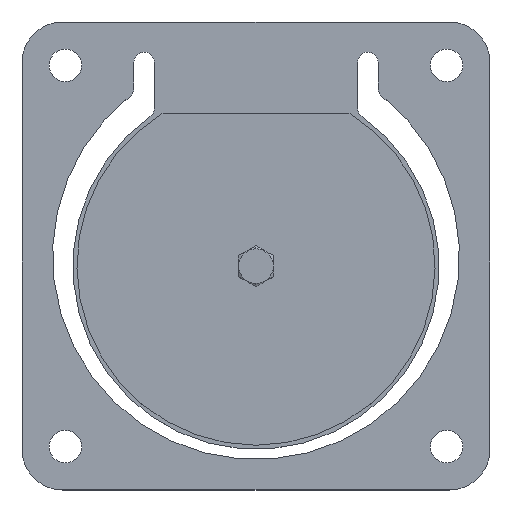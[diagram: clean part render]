
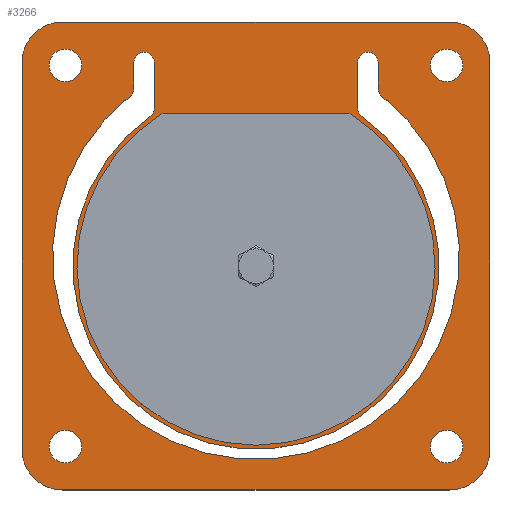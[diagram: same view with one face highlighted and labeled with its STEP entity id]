
A CAD part, top view. The second image highlights one B-rep face of the part: STEP entity #3266.
In plain terms, the highlighted planar face has unit normal (0, 0, 1).
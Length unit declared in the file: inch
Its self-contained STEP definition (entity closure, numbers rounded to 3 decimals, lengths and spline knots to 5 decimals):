
#245=FACE_BOUND('',#564,.T.);
#246=FACE_BOUND('',#565,.T.);
#247=FACE_BOUND('',#566,.T.);
#248=FACE_BOUND('',#567,.T.);
#249=FACE_BOUND('',#568,.T.);
#250=FACE_BOUND('',#569,.T.);
#273=PLANE('',#3617);
#327=FACE_OUTER_BOUND('',#563,.T.);
#563=EDGE_LOOP('',(#2286,#2287,#2288,#2289,#2290,#2291,#2292,#2293));
#564=EDGE_LOOP('',(#2294,#2295,#2296,#2297,#2298,#2299,#2300,#2301,#2302,
#2303,#2304,#2305));
#565=EDGE_LOOP('',(#2306));
#566=EDGE_LOOP('',(#2307));
#567=EDGE_LOOP('',(#2308));
#568=EDGE_LOOP('',(#2309));
#569=EDGE_LOOP('',(#2310));
#793=LINE('',#5110,#1015);
#798=LINE('',#5123,#1020);
#802=LINE('',#5135,#1024);
#804=LINE('',#5146,#1026);
#805=LINE('',#5162,#1027);
#809=LINE('',#5171,#1031);
#812=LINE('',#5179,#1034);
#815=LINE('',#5187,#1037);
#1015=VECTOR('',#4039,0.3937);
#1020=VECTOR('',#4054,0.3937);
#1024=VECTOR('',#4068,0.3937);
#1026=VECTOR('',#4084,0.3937);
#1027=VECTOR('',#4103,0.3937);
#1031=VECTOR('',#4113,0.3937);
#1034=VECTOR('',#4122,0.3937);
#1037=VECTOR('',#4131,0.3937);
#1226=CIRCLE('',#3559,0.125);
#1228=CIRCLE('',#3562,2.5);
#1244=CIRCLE('',#3581,0.125);
#1245=CIRCLE('',#3583,0.125);
#1246=CIRCLE('',#3586,0.125);
#1247=CIRCLE('',#3588,2.25);
#1248=CIRCLE('',#3591,0.125);
#1249=CIRCLE('',#3593,0.125);
#1250=CIRCLE('',#3595,0.125);
#1251=CIRCLE('',#3598,0.2);
#1252=CIRCLE('',#3600,0.2);
#1253=CIRCLE('',#3602,0.2);
#1254=CIRCLE('',#3604,0.2);
#1255=CIRCLE('',#3607,0.5);
#1256=CIRCLE('',#3610,0.5);
#1257=CIRCLE('',#3613,0.5);
#1258=CIRCLE('',#3616,0.5);
#1404=VERTEX_POINT('',#5049);
#1405=VERTEX_POINT('',#5051);
#1407=VERTEX_POINT('',#5057);
#1430=VERTEX_POINT('',#5107);
#1431=VERTEX_POINT('',#5109);
#1432=VERTEX_POINT('',#5113);
#1433=VERTEX_POINT('',#5117);
#1434=VERTEX_POINT('',#5118);
#1435=VERTEX_POINT('',#5125);
#1436=VERTEX_POINT('',#5126);
#1437=VERTEX_POINT('',#5133);
#1438=VERTEX_POINT('',#5137);
#1439=VERTEX_POINT('',#5143);
#1440=VERTEX_POINT('',#5148);
#1441=VERTEX_POINT('',#5151);
#1442=VERTEX_POINT('',#5154);
#1443=VERTEX_POINT('',#5157);
#1444=VERTEX_POINT('',#5160);
#1445=VERTEX_POINT('',#5161);
#1446=VERTEX_POINT('',#5166);
#1447=VERTEX_POINT('',#5170);
#1448=VERTEX_POINT('',#5174);
#1449=VERTEX_POINT('',#5178);
#1450=VERTEX_POINT('',#5182);
#1451=VERTEX_POINT('',#5186);
#1688=EDGE_CURVE('',#1404,#1405,#1226,.T.);
#1692=EDGE_CURVE('',#1404,#1407,#1228,.T.);
#1717=EDGE_CURVE('',#1431,#1430,#793,.T.);
#1719=EDGE_CURVE('',#1432,#1430,#1244,.T.);
#1721=EDGE_CURVE('',#1433,#1434,#1245,.T.);
#1724=EDGE_CURVE('',#1432,#1434,#798,.T.);
#1725=EDGE_CURVE('',#1435,#1436,#1246,.T.);
#1728=EDGE_CURVE('',#1433,#1436,#1247,.T.);
#1730=EDGE_CURVE('',#1435,#1437,#802,.T.);
#1731=EDGE_CURVE('',#1438,#1437,#1248,.T.);
#1733=EDGE_CURVE('',#1431,#1407,#1249,.T.);
#1734=EDGE_CURVE('',#1439,#1439,#1250,.T.);
#1735=EDGE_CURVE('',#1438,#1405,#804,.T.);
#1736=EDGE_CURVE('',#1440,#1440,#1251,.T.);
#1737=EDGE_CURVE('',#1441,#1441,#1252,.T.);
#1738=EDGE_CURVE('',#1442,#1442,#1253,.T.);
#1739=EDGE_CURVE('',#1443,#1443,#1254,.T.);
#1740=EDGE_CURVE('',#1444,#1445,#805,.T.);
#1743=EDGE_CURVE('',#1445,#1446,#1255,.T.);
#1745=EDGE_CURVE('',#1446,#1447,#809,.T.);
#1747=EDGE_CURVE('',#1447,#1448,#1256,.T.);
#1749=EDGE_CURVE('',#1448,#1449,#812,.T.);
#1751=EDGE_CURVE('',#1449,#1450,#1257,.T.);
#1753=EDGE_CURVE('',#1450,#1451,#815,.T.);
#1755=EDGE_CURVE('',#1451,#1444,#1258,.T.);
#2286=ORIENTED_EDGE('',*,*,#1740,.F.);
#2287=ORIENTED_EDGE('',*,*,#1755,.F.);
#2288=ORIENTED_EDGE('',*,*,#1753,.F.);
#2289=ORIENTED_EDGE('',*,*,#1751,.F.);
#2290=ORIENTED_EDGE('',*,*,#1749,.F.);
#2291=ORIENTED_EDGE('',*,*,#1747,.F.);
#2292=ORIENTED_EDGE('',*,*,#1745,.F.);
#2293=ORIENTED_EDGE('',*,*,#1743,.F.);
#2294=ORIENTED_EDGE('',*,*,#1688,.F.);
#2295=ORIENTED_EDGE('',*,*,#1692,.T.);
#2296=ORIENTED_EDGE('',*,*,#1733,.F.);
#2297=ORIENTED_EDGE('',*,*,#1717,.T.);
#2298=ORIENTED_EDGE('',*,*,#1719,.F.);
#2299=ORIENTED_EDGE('',*,*,#1724,.T.);
#2300=ORIENTED_EDGE('',*,*,#1721,.F.);
#2301=ORIENTED_EDGE('',*,*,#1728,.T.);
#2302=ORIENTED_EDGE('',*,*,#1725,.F.);
#2303=ORIENTED_EDGE('',*,*,#1730,.T.);
#2304=ORIENTED_EDGE('',*,*,#1731,.F.);
#2305=ORIENTED_EDGE('',*,*,#1735,.T.);
#2306=ORIENTED_EDGE('',*,*,#1734,.T.);
#2307=ORIENTED_EDGE('',*,*,#1736,.T.);
#2308=ORIENTED_EDGE('',*,*,#1737,.T.);
#2309=ORIENTED_EDGE('',*,*,#1738,.T.);
#2310=ORIENTED_EDGE('',*,*,#1739,.T.);
#3266=ADVANCED_FACE('',(#327,#245,#246,#247,#248,#249,#250),#273,.T.);
#3559=AXIS2_PLACEMENT_3D('',#5052,#3986,#3987);
#3562=AXIS2_PLACEMENT_3D('',#5059,#3994,#3995);
#3581=AXIS2_PLACEMENT_3D('',#5114,#4043,#4044);
#3583=AXIS2_PLACEMENT_3D('',#5119,#4048,#4049);
#3586=AXIS2_PLACEMENT_3D('',#5127,#4057,#4058);
#3588=AXIS2_PLACEMENT_3D('',#5131,#4063,#4064);
#3591=AXIS2_PLACEMENT_3D('',#5138,#4071,#4072);
#3593=AXIS2_PLACEMENT_3D('',#5141,#4076,#4077);
#3595=AXIS2_PLACEMENT_3D('',#5144,#4080,#4081);
#3598=AXIS2_PLACEMENT_3D('',#5149,#4087,#4088);
#3600=AXIS2_PLACEMENT_3D('',#5152,#4091,#4092);
#3602=AXIS2_PLACEMENT_3D('',#5155,#4095,#4096);
#3604=AXIS2_PLACEMENT_3D('',#5158,#4099,#4100);
#3607=AXIS2_PLACEMENT_3D('',#5167,#4108,#4109);
#3610=AXIS2_PLACEMENT_3D('',#5175,#4117,#4118);
#3613=AXIS2_PLACEMENT_3D('',#5183,#4126,#4127);
#3616=AXIS2_PLACEMENT_3D('',#5190,#4135,#4136);
#3617=AXIS2_PLACEMENT_3D('',#5191,#4137,#4138);
#3986=DIRECTION('center_axis',(0.,0.,-1.));
#3987=DIRECTION('ref_axis',(-0.9,-0.436,0.));
#3994=DIRECTION('center_axis',(0.,0.,-1.));
#3995=DIRECTION('ref_axis',(0.6,-0.8,0.));
#4039=DIRECTION('',(0.,1.,0.));
#4043=DIRECTION('center_axis',(0.,0.,1.));
#4044=DIRECTION('ref_axis',(0.707,0.707,0.));
#4048=DIRECTION('center_axis',(0.,0.,1.));
#4049=DIRECTION('ref_axis',(0.889,-0.459,0.));
#4054=DIRECTION('',(0.,-1.,0.));
#4057=DIRECTION('center_axis',(0.,0.,1.));
#4058=DIRECTION('ref_axis',(-0.889,-0.459,0.));
#4063=DIRECTION('center_axis',(0.,0.,1.));
#4064=DIRECTION('ref_axis',(-0.556,0.831,0.));
#4068=DIRECTION('',(0.,1.,0.));
#4071=DIRECTION('center_axis',(0.,0.,1.));
#4072=DIRECTION('ref_axis',(0.707,0.707,0.));
#4076=DIRECTION('center_axis',(0.,0.,-1.));
#4077=DIRECTION('ref_axis',(0.9,-0.436,0.));
#4080=DIRECTION('center_axis',(0.,0.,-1.));
#4081=DIRECTION('ref_axis',(-1.,0.,0.));
#4084=DIRECTION('',(0.,-1.,0.));
#4087=DIRECTION('center_axis',(0.,0.,-1.));
#4088=DIRECTION('ref_axis',(-1.,0.,0.));
#4091=DIRECTION('center_axis',(0.,0.,-1.));
#4092=DIRECTION('ref_axis',(-1.,0.,0.));
#4095=DIRECTION('center_axis',(0.,0.,-1.));
#4096=DIRECTION('ref_axis',(-1.,0.,0.));
#4099=DIRECTION('center_axis',(0.,0.,-1.));
#4100=DIRECTION('ref_axis',(-1.,0.,0.));
#4103=DIRECTION('',(1.,0.,0.));
#4108=DIRECTION('center_axis',(0.,0.,-1.));
#4109=DIRECTION('ref_axis',(1.,0.,0.));
#4113=DIRECTION('',(0.,-1.,0.));
#4117=DIRECTION('center_axis',(0.,0.,-1.));
#4118=DIRECTION('ref_axis',(0.,-1.,0.));
#4122=DIRECTION('',(-1.,0.,0.));
#4126=DIRECTION('center_axis',(0.,0.,-1.));
#4127=DIRECTION('ref_axis',(-1.,0.,0.));
#4131=DIRECTION('',(0.,1.,0.));
#4135=DIRECTION('center_axis',(0.,0.,-1.));
#4136=DIRECTION('ref_axis',(0.,1.,0.));
#4137=DIRECTION('center_axis',(0.,0.,1.));
#4138=DIRECTION('ref_axis',(1.,0.,0.));
#5049=CARTESIAN_POINT('',(3.69808,1.00842,0.125));
#5051=CARTESIAN_POINT('',(3.65046,1.10658,0.125));
#5052=CARTESIAN_POINT('Origin',(3.77546,1.10658,0.125));
#5057=CARTESIAN_POINT('',(0.60285,1.00842,0.125));
#5059=CARTESIAN_POINT('Origin',(2.15046,-0.95497,0.125));
#5107=CARTESIAN_POINT('',(0.65046,1.42503,0.125));
#5109=CARTESIAN_POINT('',(0.65046,1.10658,0.125));
#5110=CARTESIAN_POINT('',(0.65046,0.29753,0.125));
#5113=CARTESIAN_POINT('',(0.90046,1.42503,0.125));
#5114=CARTESIAN_POINT('Origin',(0.77546,1.42503,0.125));
#5117=CARTESIAN_POINT('',(0.84783,0.7546,0.125));
#5118=CARTESIAN_POINT('',(0.90046,0.85652,0.125));
#5119=CARTESIAN_POINT('Origin',(0.77546,0.85652,0.125));
#5123=CARTESIAN_POINT('',(0.90046,-0.08205,0.125));
#5125=CARTESIAN_POINT('',(3.40046,0.85652,0.125));
#5126=CARTESIAN_POINT('',(3.4531,0.7546,0.125));
#5127=CARTESIAN_POINT('Origin',(3.52546,0.85652,0.125));
#5131=CARTESIAN_POINT('Origin',(2.15046,-1.07997,0.125));
#5133=CARTESIAN_POINT('',(3.40046,1.42503,0.125));
#5135=CARTESIAN_POINT('',(3.40046,0.29753,0.125));
#5137=CARTESIAN_POINT('',(3.65046,1.42503,0.125));
#5138=CARTESIAN_POINT('Origin',(3.52546,1.42503,0.125));
#5141=CARTESIAN_POINT('Origin',(0.52546,1.10658,0.125));
#5143=CARTESIAN_POINT('',(2.27546,-1.07997,0.125));
#5144=CARTESIAN_POINT('Origin',(2.15046,-1.07997,0.125));
#5146=CARTESIAN_POINT('',(3.65046,0.04503,0.125));
#5148=CARTESIAN_POINT('',(4.69276,-3.29726,0.125));
#5149=CARTESIAN_POINT('Origin',(4.49276,-3.29726,0.125));
#5151=CARTESIAN_POINT('',(0.00817,-3.29726,0.125));
#5152=CARTESIAN_POINT('Origin',(-0.19183,-3.29726,0.125));
#5154=CARTESIAN_POINT('',(0.00817,1.38732,0.125));
#5155=CARTESIAN_POINT('Origin',(-0.19183,1.38732,0.125));
#5157=CARTESIAN_POINT('',(4.69276,1.38732,0.125));
#5158=CARTESIAN_POINT('Origin',(4.49276,1.38732,0.125));
#5160=CARTESIAN_POINT('',(-0.22454,1.92003,0.125));
#5161=CARTESIAN_POINT('',(4.52546,1.92003,0.125));
#5162=CARTESIAN_POINT('',(4.52546,1.92003,0.125));
#5166=CARTESIAN_POINT('',(5.02546,1.42003,0.125));
#5167=CARTESIAN_POINT('Origin',(4.52546,1.42003,0.125));
#5170=CARTESIAN_POINT('',(5.02546,-3.32997,0.125));
#5171=CARTESIAN_POINT('',(5.02546,-3.32997,0.125));
#5174=CARTESIAN_POINT('',(4.52546,-3.82997,0.125));
#5175=CARTESIAN_POINT('Origin',(4.52546,-3.32997,0.125));
#5178=CARTESIAN_POINT('',(-0.22454,-3.82997,0.125));
#5179=CARTESIAN_POINT('',(-0.22454,-3.82997,0.125));
#5182=CARTESIAN_POINT('',(-0.72454,-3.32997,0.125));
#5183=CARTESIAN_POINT('Origin',(-0.22454,-3.32997,0.125));
#5186=CARTESIAN_POINT('',(-0.72454,1.42003,0.125));
#5187=CARTESIAN_POINT('',(-0.72454,1.42003,0.125));
#5190=CARTESIAN_POINT('Origin',(-0.22454,1.42003,0.125));
#5191=CARTESIAN_POINT('Origin',(2.15046,-0.95497,0.125));
